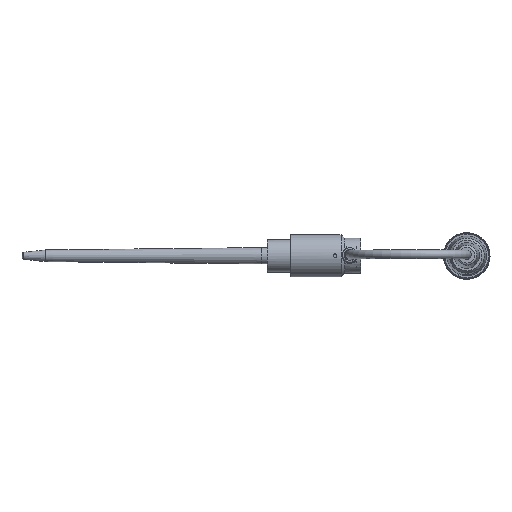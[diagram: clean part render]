
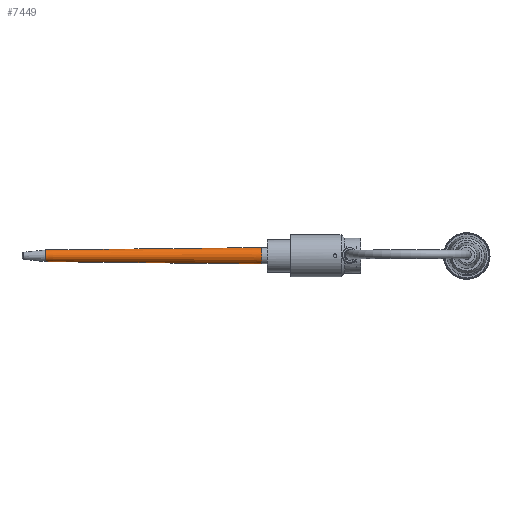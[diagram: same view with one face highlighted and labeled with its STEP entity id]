
A CAD part, front view. The second image highlights one B-rep face of the part: STEP entity #7449.
In plain terms, the highlighted conical face has half-angle 0.619 degrees and reference radius 3 mm.
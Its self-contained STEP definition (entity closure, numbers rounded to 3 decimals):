
#41=CONICAL_SURFACE('',#8217,3.,0.011);
#441=FACE_BOUND('',#1655,.T.);
#797=CIRCLE('',#8216,3.5);
#798=CIRCLE('',#8218,2.5);
#1192=FACE_OUTER_BOUND('',#1654,.T.);
#1654=EDGE_LOOP('',(#6611));
#1655=EDGE_LOOP('',(#6612));
#3604=VERTEX_POINT('',#17154);
#3605=VERTEX_POINT('',#17157);
#4607=EDGE_CURVE('',#3604,#3604,#797,.T.);
#4608=EDGE_CURVE('',#3605,#3605,#798,.T.);
#6611=ORIENTED_EDGE('',*,*,#4607,.T.);
#6612=ORIENTED_EDGE('',*,*,#4608,.F.);
#7449=ADVANCED_FACE('',(#1192,#441),#41,.T.);
#8216=AXIS2_PLACEMENT_3D('',#17155,#10323,#10324);
#8217=AXIS2_PLACEMENT_3D('',#17156,#10325,#10326);
#8218=AXIS2_PLACEMENT_3D('',#17158,#10327,#10328);
#10323=DIRECTION('center_axis',(-1.,0.,0.));
#10324=DIRECTION('ref_axis',(0.,1.,-0.005));
#10325=DIRECTION('center_axis',(1.,0.,0.));
#10326=DIRECTION('ref_axis',(0.,-0.005,
-1.));
#10327=DIRECTION('center_axis',(-1.,0.,0.));
#10328=DIRECTION('ref_axis',(0.,1.,-0.005));
#17154=CARTESIAN_POINT('',(-2.5,-0.019,-3.5));
#17155=CARTESIAN_POINT('Origin',(-2.5,0.,
0.));
#17156=CARTESIAN_POINT('Origin',(-48.75,0.,
0.));
#17157=CARTESIAN_POINT('',(-95.,-0.013,-2.5));
#17158=CARTESIAN_POINT('Origin',(-95.,0.,
0.));
